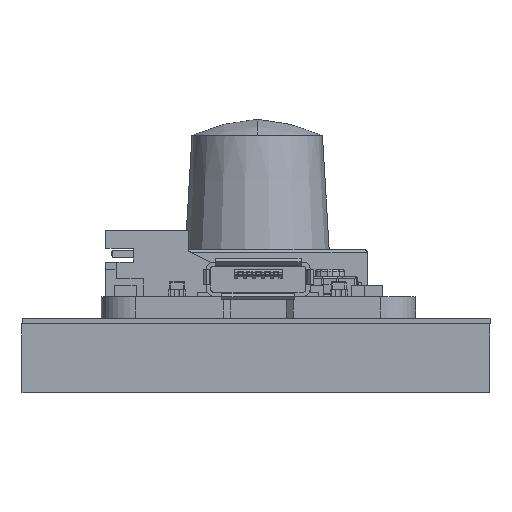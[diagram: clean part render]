
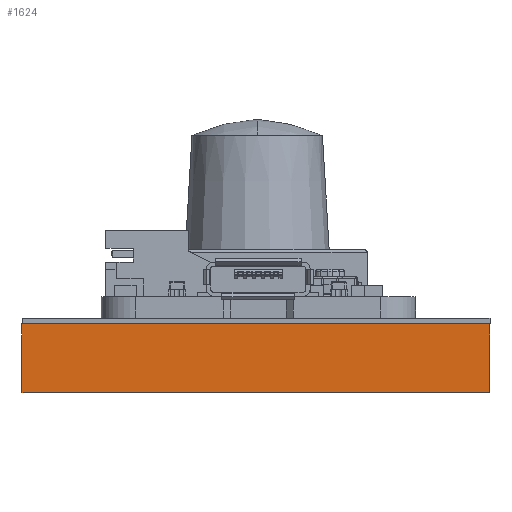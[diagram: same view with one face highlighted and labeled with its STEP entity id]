
A CAD part, front view. The second image highlights one B-rep face of the part: STEP entity #1624.
In plain terms, the highlighted planar face has unit normal (0, -1, 0).
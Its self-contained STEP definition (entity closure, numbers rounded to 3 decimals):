
#1599 = VERTEX_POINT('',#1600);
#1600 = CARTESIAN_POINT('',(17.,-31.,5.));
#1606 = EDGE_CURVE('',#1607,#1599,#1609,.T.);
#1607 = VERTEX_POINT('',#1608);
#1608 = CARTESIAN_POINT('',(17.,-31.,0.));
#1609 = LINE('',#1610,#1611);
#1610 = CARTESIAN_POINT('',(17.,-31.,0.));
#1611 = VECTOR('',#1612,1.);
#1612 = DIRECTION('',(0.,0.,1.));
#1624 = ADVANCED_FACE('',(#1625),#1650,.T.);
#1625 = FACE_BOUND('',#1626,.T.);
#1626 = EDGE_LOOP('',(#1627,#1628,#1636,#1644));
#1627 = ORIENTED_EDGE('',*,*,#1606,.T.);
#1628 = ORIENTED_EDGE('',*,*,#1629,.T.);
#1629 = EDGE_CURVE('',#1599,#1630,#1632,.T.);
#1630 = VERTEX_POINT('',#1631);
#1631 = CARTESIAN_POINT('',(-17.,-31.,5.));
#1632 = LINE('',#1633,#1634);
#1633 = CARTESIAN_POINT('',(17.,-31.,5.));
#1634 = VECTOR('',#1635,1.);
#1635 = DIRECTION('',(-1.,0.,0.));
#1636 = ORIENTED_EDGE('',*,*,#1637,.F.);
#1637 = EDGE_CURVE('',#1638,#1630,#1640,.T.);
#1638 = VERTEX_POINT('',#1639);
#1639 = CARTESIAN_POINT('',(-17.,-31.,0.));
#1640 = LINE('',#1641,#1642);
#1641 = CARTESIAN_POINT('',(-17.,-31.,0.));
#1642 = VECTOR('',#1643,1.);
#1643 = DIRECTION('',(0.,0.,1.));
#1644 = ORIENTED_EDGE('',*,*,#1645,.F.);
#1645 = EDGE_CURVE('',#1607,#1638,#1646,.T.);
#1646 = LINE('',#1647,#1648);
#1647 = CARTESIAN_POINT('',(17.,-31.,0.));
#1648 = VECTOR('',#1649,1.);
#1649 = DIRECTION('',(-1.,0.,0.));
#1650 = PLANE('',#1651);
#1651 = AXIS2_PLACEMENT_3D('',#1652,#1653,#1654);
#1652 = CARTESIAN_POINT('',(17.,-31.,0.));
#1653 = DIRECTION('',(0.,-1.,0.));
#1654 = DIRECTION('',(-1.,0.,0.));
